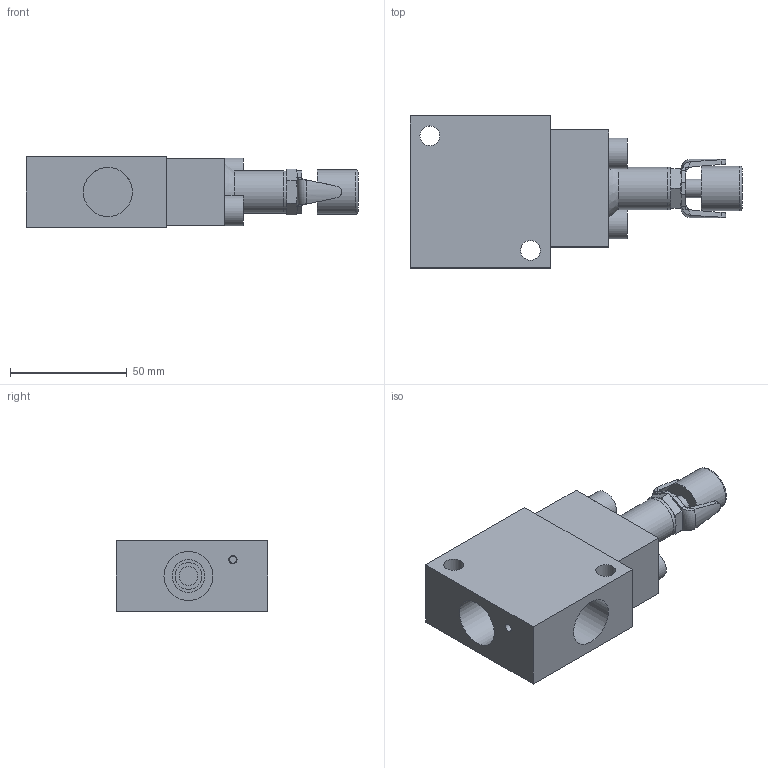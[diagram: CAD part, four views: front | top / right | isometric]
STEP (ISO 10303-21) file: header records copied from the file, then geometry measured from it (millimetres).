
FILE_DESCRIPTION( ( 'STEP AP214' ), '1' );
FILE_NAME( 'RØR PRESSURE REDUCING VALVE VDM.stp', '2019-09-16T12:17:23', ( '' ), ( '' ), ' ', 'PARTsolutions', ' ' );
FILE_SCHEMA( ( 'AUTOMOTIVE_DESIGN { 1 0 10303 214 1 1 1 1 }' ) );
Length unit declared in the file: millimetre
Products named in the file (5): 177981663 HAWE VDM 3 GH(N) R; _HAWE VDM 3 GH(N) R; _HAWE  Ventilblock PV 1. H(N); _HAWE ZylSc DIN912 M8x35; _HAWE Spindel-Regelknopf-kompl-MVG-R
Assembly tree (5 placements, depth 2):
  177981663 HAWE VDM 3 GH(N) R
    _HAWE VDM 3 GH(N) R
    _HAWE  Ventilblock PV 1. H(N)
    _HAWE ZylSc DIN912 M8x35  x2
    _HAWE Spindel-Regelknopf-kompl-MVG-R
Bounding box: 142 x 65 x 30 mm (x, y, z)
Volume: 133592 mm3; surface area: 42237.4 mm2
Topology: 5 solids, 5 shells, 157 faces, 328 edges, 212 vertices
Faces by surface type: plane 93, cylinder 51, cone 9, torus 4
Full cylindrical faces by diameter (mm): 2.3 x4, 3 x2, 3.5 x3, 8 x8, 8.3 x2, 8.5 x2, 11.5 x1, 12.6 x1, 13 x2, 13.16 x1, 14 x3, 16 x2, 18 x4, 19 x1, 20.96 x2, 23.5 x1
Entity records: 5374 total; most frequent: CARTESIAN_POINT 1128, DIRECTION 640, ORIENTED_EDGE 520, AXIS2_PLACEMENT_3D 270, EDGE_CURVE 260, EDGE_LOOP 232, VERTEX_POINT 192, FACE_OUTER_BOUND 184
